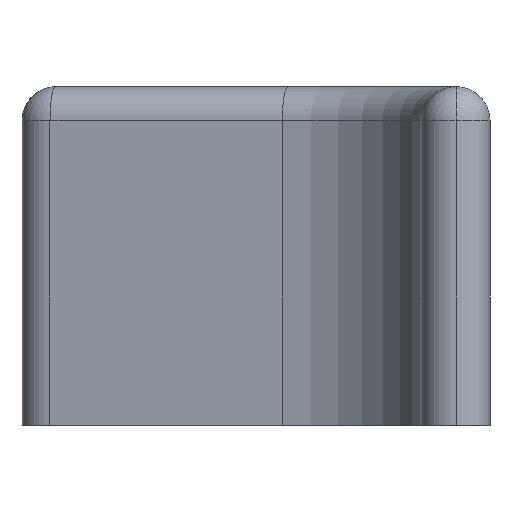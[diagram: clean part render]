
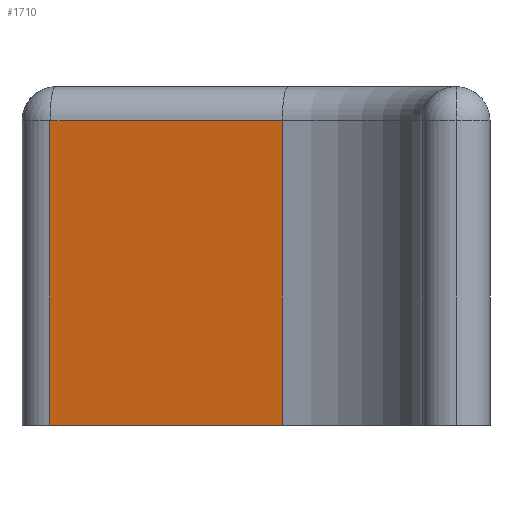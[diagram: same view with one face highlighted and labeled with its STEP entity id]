
A CAD part, front view. The second image highlights one B-rep face of the part: STEP entity #1710.
In plain terms, the highlighted planar face has unit normal (-0.174, -0.985, 0).
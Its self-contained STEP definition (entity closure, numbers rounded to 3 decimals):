
#43 = CARTESIAN_POINT ( 'NONE',  ( -54.957, 99.69, 0. ) ) ;
#98 = DIRECTION ( 'NONE',  ( -0.985, 0.174, 0. ) ) ;
#114 = FACE_OUTER_BOUND ( 'NONE', #1080, .T. ) ;
#136 = VECTOR ( 'NONE', #1769, 1000. ) ;
#168 = CARTESIAN_POINT ( 'NONE',  ( -54.957, 99.69, 50. ) ) ;
#222 = LINE ( 'NONE', #1617, #1242 ) ;
#260 = PLANE ( 'NONE',  #1909 ) ;
#270 = CARTESIAN_POINT ( 'NONE',  ( 0., 90., 0. ) ) ;
#624 = ORIENTED_EDGE ( 'NONE', *, *, #901, .T. ) ;
#636 = DIRECTION ( 'NONE',  ( 0.174, 0.985, 0. ) ) ;
#667 = ORIENTED_EDGE ( 'NONE', *, *, #1154, .T. ) ;
#728 = VERTEX_POINT ( 'NONE', #2100 ) ;
#810 = CARTESIAN_POINT ( 'NONE',  ( 0., 90., 50. ) ) ;
#821 = LINE ( 'NONE', #168, #1675 ) ;
#838 = ORIENTED_EDGE ( 'NONE', *, *, #2069, .T. ) ;
#893 = LINE ( 'NONE', #270, #1020 ) ;
#901 = EDGE_CURVE ( 'NONE', #1015, #728, #222, .T. ) ;
#983 = VERTEX_POINT ( 'NONE', #2293 ) ;
#1015 = VERTEX_POINT ( 'NONE', #1318 ) ;
#1020 = VECTOR ( 'NONE', #1692, 1000. ) ;
#1080 = EDGE_LOOP ( 'NONE', ( #667, #624, #838, #1563 ) ) ;
#1088 = VERTEX_POINT ( 'NONE', #43 ) ;
#1098 = LINE ( 'NONE', #1784, #136 ) ;
#1154 = EDGE_CURVE ( 'NONE', #983, #1015, #1098, .T. ) ;
#1242 = VECTOR ( 'NONE', #2300, 1000. ) ;
#1318 = CARTESIAN_POINT ( 'NONE',  ( -20.659, 93.643, 45. ) ) ;
#1437 = DIRECTION ( 'NONE',  ( 0., 0., -1. ) ) ;
#1563 = ORIENTED_EDGE ( 'NONE', *, *, #1740, .T. ) ;
#1617 = CARTESIAN_POINT ( 'NONE',  ( -59.088, 100.419, 45. ) ) ;
#1675 = VECTOR ( 'NONE', #1437, 1000. ) ;
#1692 = DIRECTION ( 'NONE',  ( 0.985, -0.174, 0. ) ) ;
#1710 = ADVANCED_FACE ( 'NONE', ( #114 ), #260, .F. ) ;
#1740 = EDGE_CURVE ( 'NONE', #1088, #983, #893, .T. ) ;
#1769 = DIRECTION ( 'NONE',  ( 0., 0., 1. ) ) ;
#1784 = CARTESIAN_POINT ( 'NONE',  ( -20.659, 93.643, 50. ) ) ;
#1909 = AXIS2_PLACEMENT_3D ( 'NONE', #810, #636, #98 ) ;
#2069 = EDGE_CURVE ( 'NONE', #728, #1088, #821, .T. ) ;
#2100 = CARTESIAN_POINT ( 'NONE',  ( -54.957, 99.69, 45. ) ) ;
#2293 = CARTESIAN_POINT ( 'NONE',  ( -20.659, 93.643, 0. ) ) ;
#2300 = DIRECTION ( 'NONE',  ( -0.985, 0.174, 0. ) ) ;
